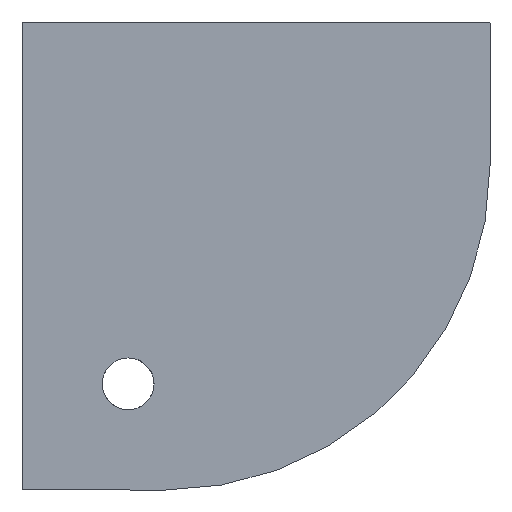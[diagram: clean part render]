
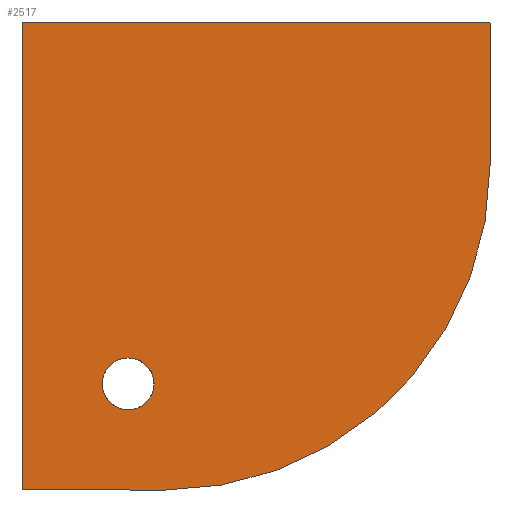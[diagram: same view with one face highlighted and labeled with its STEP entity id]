
A CAD part, front view. The second image highlights one B-rep face of the part: STEP entity #2517.
In plain terms, the highlighted planar face has unit normal (0, -1, 0).
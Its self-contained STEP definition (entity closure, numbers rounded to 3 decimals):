
#194 = ORIENTED_EDGE ( 'NONE', *, *, #5058, .T. ) ;
#259 = CARTESIAN_POINT ( 'NONE',  ( 397.083, -31., 395.084 ) ) ;
#381 = CARTESIAN_POINT ( 'NONE',  ( -154., -31., -397.083 ) ) ;
#397 = VERTEX_POINT ( 'NONE', #2968 ) ;
#499 = CARTESIAN_POINT ( 'NONE',  ( -397.083, -31., 395.084 ) ) ;
#530 = VECTOR ( 'NONE', #777, 1000. ) ;
#607 =( BOUNDED_CURVE ( )  B_SPLINE_CURVE ( 3, ( #2877, #4496, #2132, #499 ),
 .UNSPECIFIED., .F., .F. ) 
 B_SPLINE_CURVE_WITH_KNOTS ( ( 4, 4 ),
 ( 2.357, 3.926 ),
 .UNSPECIFIED. ) 
 CURVE ( )  GEOMETRIC_REPRESENTATION_ITEM ( )  RATIONAL_B_SPLINE_CURVE ( ( 1., 0.805, 0.805, 1. ) ) 
 REPRESENTATION_ITEM ( '' )  );
#777 = DIRECTION ( 'NONE',  ( -1., 0., 0. ) ) ;
#791 = CARTESIAN_POINT ( 'NONE',  ( -395.084, -31., -397.083 ) ) ;
#892 = VERTEX_POINT ( 'NONE', #4947 ) ;
#893 = FACE_OUTER_BOUND ( 'NONE', #3081, .T. ) ;
#905 = DIRECTION ( 'NONE',  ( 0., -1., 0. ) ) ;
#917 =( BOUNDED_CURVE ( )  B_SPLINE_CURVE ( 3, ( #259, #2653, #4275, #3490 ),
 .UNSPECIFIED., .F., .F. ) 
 B_SPLINE_CURVE_WITH_KNOTS ( ( 4, 4 ),
 ( 2.357, 3.926 ),
 .UNSPECIFIED. ) 
 CURVE ( )  GEOMETRIC_REPRESENTATION_ITEM ( )  RATIONAL_B_SPLINE_CURVE ( ( 1., 0.805, 0.805, 1. ) ) 
 REPRESENTATION_ITEM ( '' )  );
#951 = EDGE_CURVE ( 'NONE', #4846, #1882, #1850, .T. ) ;
#1015 = CIRCLE ( 'NONE', #3206, 44. ) ;
#1028 = AXIS2_PLACEMENT_3D ( 'NONE', #3290, #905, #1302 ) ;
#1033 = CARTESIAN_POINT ( 'NONE',  ( -217., -31., -217. ) ) ;
#1055 = EDGE_CURVE ( 'NONE', #4426, #3515, #2292, .T. ) ;
#1151 = DIRECTION ( 'NONE',  ( 0., 0., -1. ) ) ;
#1204 = CARTESIAN_POINT ( 'NONE',  ( -396.255, -31., -397.083 ) ) ;
#1208 = LINE ( 'NONE', #381, #530 ) ;
#1246 = ORIENTED_EDGE ( 'NONE', *, *, #1055, .T. ) ;
#1302 = DIRECTION ( 'NONE',  ( 0., 0., -1. ) ) ;
#1363 = VERTEX_POINT ( 'NONE', #3593 ) ;
#1461 = EDGE_CURVE ( 'NONE', #4846, #4734, #1208, .T. ) ;
#1490 = ORIENTED_EDGE ( 'NONE', *, *, #3388, .T. ) ;
#1492 = EDGE_CURVE ( 'NONE', #397, #1882, #4141, .T. ) ;
#1586 = CARTESIAN_POINT ( 'NONE',  ( -397.083, -31., -396.255 ) ) ;
#1619 = EDGE_CURVE ( 'NONE', #2881, #4734, #2011, .T. ) ;
#1675 = ORIENTED_EDGE ( 'NONE', *, *, #1619, .T. ) ;
#1702 = CARTESIAN_POINT ( 'NONE',  ( 395.084, -31., 397.083 ) ) ;
#1752 = ORIENTED_EDGE ( 'NONE', *, *, #951, .T. ) ;
#1819 = LINE ( 'NONE', #4390, #2758 ) ;
#1850 = CIRCLE ( 'NONE', #1028, 551.083 ) ;
#1861 = DIRECTION ( 'NONE',  ( 0., 0., -1. ) ) ;
#1882 = VERTEX_POINT ( 'NONE', #2893 ) ;
#1950 = ORIENTED_EDGE ( 'NONE', *, *, #3834, .T. ) ;
#1988 = ORIENTED_EDGE ( 'NONE', *, *, #1461, .F. ) ;
#2011 =( BOUNDED_CURVE ( )  B_SPLINE_CURVE ( 3, ( #3178, #1586, #1204, #791 ),
 .UNSPECIFIED., .F., .F. ) 
 B_SPLINE_CURVE_WITH_KNOTS ( ( 4, 4 ),
 ( 2.357, 3.926 ),
 .UNSPECIFIED. ) 
 CURVE ( )  GEOMETRIC_REPRESENTATION_ITEM ( )  RATIONAL_B_SPLINE_CURVE ( ( 1., 0.805, 0.805, 1. ) ) 
 REPRESENTATION_ITEM ( '' )  );
#2132 = CARTESIAN_POINT ( 'NONE',  ( -397.083, -31., 396.255 ) ) ;
#2168 = AXIS2_PLACEMENT_3D ( 'NONE', #5097, #5082, #1151 ) ;
#2264 = DIRECTION ( 'NONE',  ( 0., -1., 0. ) ) ;
#2292 = LINE ( 'NONE', #2446, #3839 ) ;
#2329 = DIRECTION ( 'NONE',  ( 0., -1., 0. ) ) ;
#2345 = CARTESIAN_POINT ( 'NONE',  ( -395.084, -31., 397.083 ) ) ;
#2391 = DIRECTION ( 'NONE',  ( 0., 0., -1. ) ) ;
#2446 = CARTESIAN_POINT ( 'NONE',  ( 396., -31., 397.083 ) ) ;
#2517 = ADVANCED_FACE ( 'NONE', ( #3019, #893 ), #4706, .T. ) ;
#2581 = VECTOR ( 'NONE', #2391, 1000. ) ;
#2653 = CARTESIAN_POINT ( 'NONE',  ( 397.083, -31., 396.255 ) ) ;
#2675 = AXIS2_PLACEMENT_3D ( 'NONE', #1033, #2264, #1861 ) ;
#2712 = CARTESIAN_POINT ( 'NONE',  ( -154., -31., -397.083 ) ) ;
#2758 = VECTOR ( 'NONE', #4757, 1000. ) ;
#2764 = CARTESIAN_POINT ( 'NONE',  ( 397.083, -31., 396. ) ) ;
#2877 = CARTESIAN_POINT ( 'NONE',  ( -395.084, -31., 397.083 ) ) ;
#2881 = VERTEX_POINT ( 'NONE', #5093 ) ;
#2893 = CARTESIAN_POINT ( 'NONE',  ( 397.083, -31., 154. ) ) ;
#2968 = CARTESIAN_POINT ( 'NONE',  ( 397.083, -31., 395.084 ) ) ;
#3019 = FACE_BOUND ( 'NONE', #4618, .T. ) ;
#3081 = EDGE_LOOP ( 'NONE', ( #1950, #1675, #1988, #1752, #3569, #1490, #1246, #194 ) ) ;
#3178 = CARTESIAN_POINT ( 'NONE',  ( -397.083, -31., -395.084 ) ) ;
#3206 = AXIS2_PLACEMENT_3D ( 'NONE', #4707, #2329, #4323 ) ;
#3290 = CARTESIAN_POINT ( 'NONE',  ( -154., -31., 154. ) ) ;
#3388 = EDGE_CURVE ( 'NONE', #397, #4426, #917, .T. ) ;
#3486 = DIRECTION ( 'NONE',  ( -1., 0., 0. ) ) ;
#3490 = CARTESIAN_POINT ( 'NONE',  ( 395.084, -31., 397.083 ) ) ;
#3515 = VERTEX_POINT ( 'NONE', #2345 ) ;
#3564 = EDGE_CURVE ( 'NONE', #4356, #1363, #1015, .T. ) ;
#3569 = ORIENTED_EDGE ( 'NONE', *, *, #1492, .F. ) ;
#3593 = CARTESIAN_POINT ( 'NONE',  ( -217., -31., -173. ) ) ;
#3619 = CIRCLE ( 'NONE', #2675, 44. ) ;
#3698 = ORIENTED_EDGE ( 'NONE', *, *, #4787, .F. ) ;
#3834 = EDGE_CURVE ( 'NONE', #892, #2881, #1819, .T. ) ;
#3839 = VECTOR ( 'NONE', #3486, 1000. ) ;
#4109 = ORIENTED_EDGE ( 'NONE', *, *, #3564, .F. ) ;
#4141 = LINE ( 'NONE', #2764, #2581 ) ;
#4275 = CARTESIAN_POINT ( 'NONE',  ( 396.255, -31., 397.083 ) ) ;
#4323 = DIRECTION ( 'NONE',  ( 0., 0., -1. ) ) ;
#4355 = CARTESIAN_POINT ( 'NONE',  ( -217., -31., -261. ) ) ;
#4356 = VERTEX_POINT ( 'NONE', #4355 ) ;
#4390 = CARTESIAN_POINT ( 'NONE',  ( -397.083, -31., 396. ) ) ;
#4426 = VERTEX_POINT ( 'NONE', #1702 ) ;
#4496 = CARTESIAN_POINT ( 'NONE',  ( -396.255, -31., 397.083 ) ) ;
#4618 = EDGE_LOOP ( 'NONE', ( #3698, #4109 ) ) ;
#4706 = PLANE ( 'NONE',  #2168 ) ;
#4707 = CARTESIAN_POINT ( 'NONE',  ( -217., -31., -217. ) ) ;
#4734 = VERTEX_POINT ( 'NONE', #5049 ) ;
#4757 = DIRECTION ( 'NONE',  ( 0., 0., -1. ) ) ;
#4787 = EDGE_CURVE ( 'NONE', #1363, #4356, #3619, .T. ) ;
#4846 = VERTEX_POINT ( 'NONE', #2712 ) ;
#4947 = CARTESIAN_POINT ( 'NONE',  ( -397.083, -31., 395.084 ) ) ;
#5049 = CARTESIAN_POINT ( 'NONE',  ( -395.084, -31., -397.083 ) ) ;
#5058 = EDGE_CURVE ( 'NONE', #3515, #892, #607, .T. ) ;
#5082 = DIRECTION ( 'NONE',  ( 0., -1., 0. ) ) ;
#5093 = CARTESIAN_POINT ( 'NONE',  ( -397.083, -31., -395.084 ) ) ;
#5097 = CARTESIAN_POINT ( 'NONE',  ( -154., -31., 154. ) ) ;
